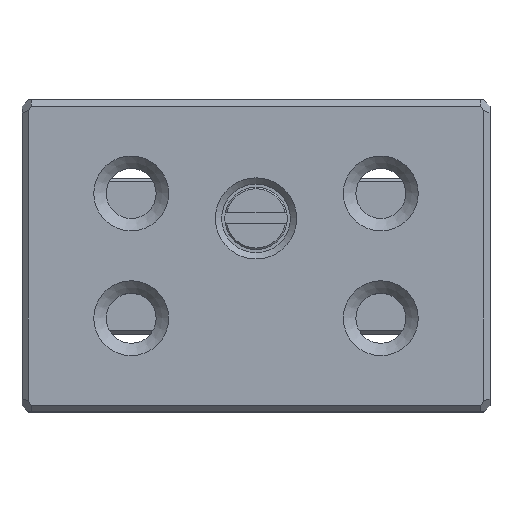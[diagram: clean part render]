
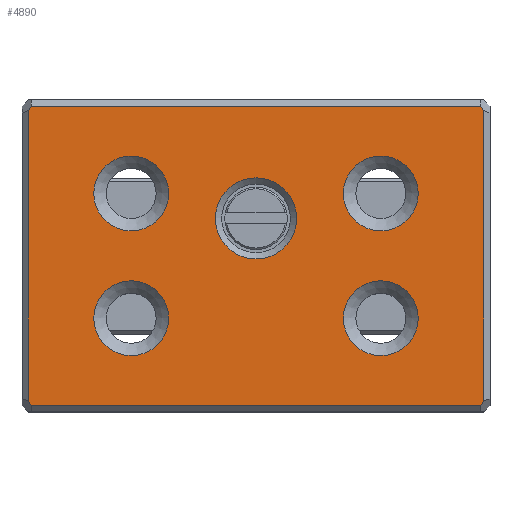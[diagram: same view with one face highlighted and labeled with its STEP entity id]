
A CAD part, top view. The second image highlights one B-rep face of the part: STEP entity #4890.
In plain terms, the highlighted planar face has unit normal (0, 0, 1).
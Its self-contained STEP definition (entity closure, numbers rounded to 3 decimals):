
#4335=FACE_BOUND('',#6903,.T.);
#4336=FACE_BOUND('',#6904,.T.);
#4337=FACE_BOUND('',#6905,.T.);
#4338=FACE_BOUND('',#6906,.T.);
#4339=FACE_BOUND('',#6907,.T.);
#4340=FACE_BOUND('',#6908,.T.);
#4890=ADVANCED_FACE('',(#4335,#4336,#4337,#4338,#4339,#4340),#5601,.F.);
#5601=PLANE('',#17712);
#6903=EDGE_LOOP('',(#8546));
#6904=EDGE_LOOP('',(#8547));
#6905=EDGE_LOOP('',(#8548));
#6906=EDGE_LOOP('',(#8549));
#6907=EDGE_LOOP('',(#8550));
#6908=EDGE_LOOP('',(#8551,#8552,#8553,#8554,#8555,#8556,#8557,#8558));
#7619=CIRCLE('',#17707,1.3);
#7620=CIRCLE('',#17708,1.2);
#7621=CIRCLE('',#17709,1.2);
#7622=CIRCLE('',#17710,1.2);
#7623=CIRCLE('',#17711,1.2);
#8546=ORIENTED_EDGE('',*,*,#13445,.T.);
#8547=ORIENTED_EDGE('',*,*,#13446,.T.);
#8548=ORIENTED_EDGE('',*,*,#13447,.T.);
#8549=ORIENTED_EDGE('',*,*,#13448,.T.);
#8550=ORIENTED_EDGE('',*,*,#13449,.T.);
#8551=ORIENTED_EDGE('',*,*,#13450,.T.);
#8552=ORIENTED_EDGE('',*,*,#13451,.T.);
#8553=ORIENTED_EDGE('',*,*,#13452,.T.);
#8554=ORIENTED_EDGE('',*,*,#13453,.T.);
#8555=ORIENTED_EDGE('',*,*,#13454,.T.);
#8556=ORIENTED_EDGE('',*,*,#13455,.T.);
#8557=ORIENTED_EDGE('',*,*,#13456,.T.);
#8558=ORIENTED_EDGE('',*,*,#13457,.T.);
#12103=VERTEX_POINT('',#22877);
#12104=VERTEX_POINT('',#22879);
#12105=VERTEX_POINT('',#22881);
#12106=VERTEX_POINT('',#22883);
#12107=VERTEX_POINT('',#22885);
#12108=VERTEX_POINT('',#22887);
#12109=VERTEX_POINT('',#22888);
#12110=VERTEX_POINT('',#22890);
#12111=VERTEX_POINT('',#22892);
#12112=VERTEX_POINT('',#22894);
#12113=VERTEX_POINT('',#22896);
#12114=VERTEX_POINT('',#22898);
#12115=VERTEX_POINT('',#22900);
#13445=EDGE_CURVE('',#12103,#12103,#7619,.T.);
#13446=EDGE_CURVE('',#12104,#12104,#7620,.T.);
#13447=EDGE_CURVE('',#12105,#12105,#7621,.T.);
#13448=EDGE_CURVE('',#12106,#12106,#7622,.T.);
#13449=EDGE_CURVE('',#12107,#12107,#7623,.T.);
#13450=EDGE_CURVE('',#12108,#12109,#15139,.T.);
#13451=EDGE_CURVE('',#12109,#12110,#15140,.T.);
#13452=EDGE_CURVE('',#12110,#12111,#15141,.T.);
#13453=EDGE_CURVE('',#12111,#12112,#15142,.T.);
#13454=EDGE_CURVE('',#12112,#12113,#15143,.T.);
#13455=EDGE_CURVE('',#12113,#12114,#15144,.T.);
#13456=EDGE_CURVE('',#12114,#12115,#15145,.T.);
#13457=EDGE_CURVE('',#12115,#12108,#15146,.T.);
#15139=LINE('',#22886,#16603);
#15140=LINE('',#22889,#16604);
#15141=LINE('',#22891,#16605);
#15142=LINE('',#22893,#16606);
#15143=LINE('',#22895,#16607);
#15144=LINE('',#22897,#16608);
#15145=LINE('',#22899,#16609);
#15146=LINE('',#22901,#16610);
#16603=VECTOR('',#19004,1.);
#16604=VECTOR('',#19005,1.);
#16605=VECTOR('',#19006,1.);
#16606=VECTOR('',#19007,1.);
#16607=VECTOR('',#19008,1.);
#16608=VECTOR('',#19009,1.);
#16609=VECTOR('',#19010,1.);
#16610=VECTOR('',#19011,1.);
#17707=AXIS2_PLACEMENT_3D('',#22876,#18994,#18995);
#17708=AXIS2_PLACEMENT_3D('',#22878,#18996,#18997);
#17709=AXIS2_PLACEMENT_3D('',#22880,#18998,#18999);
#17710=AXIS2_PLACEMENT_3D('',#22882,#19000,#19001);
#17711=AXIS2_PLACEMENT_3D('',#22884,#19002,#19003);
#17712=AXIS2_PLACEMENT_3D('',#22902,#19012,#19013);
#18994=DIRECTION('',(0.,0.,-1.));
#18995=DIRECTION('',(-1.,0.,0.));
#18996=DIRECTION('',(0.,0.,-1.));
#18997=DIRECTION('',(-1.,0.,0.));
#18998=DIRECTION('',(0.,0.,-1.));
#18999=DIRECTION('',(-1.,0.,0.));
#19000=DIRECTION('',(0.,0.,-1.));
#19001=DIRECTION('',(-1.,0.,0.));
#19002=DIRECTION('',(0.,0.,-1.));
#19003=DIRECTION('',(-1.,0.,0.));
#19004=DIRECTION('',(-0.577,-0.816,0.));
#19005=DIRECTION('',(0.,-1.,0.));
#19006=DIRECTION('',(0.577,-0.816,0.));
#19007=DIRECTION('',(1.,0.,0.));
#19008=DIRECTION('',(0.577,0.816,0.));
#19009=DIRECTION('',(0.,1.,0.));
#19010=DIRECTION('',(-0.577,0.816,0.));
#19011=DIRECTION('',(-1.,0.,0.));
#19012=DIRECTION('',(0.,0.,-1.));
#19013=DIRECTION('',(1.,0.,0.));
#22876=CARTESIAN_POINT('',(0.,1.2,6.));
#22877=CARTESIAN_POINT('',(-1.3,1.2,6.));
#22878=CARTESIAN_POINT('',(4.,2.,6.));
#22879=CARTESIAN_POINT('',(2.8,2.,6.));
#22880=CARTESIAN_POINT('',(4.,-2.,6.));
#22881=CARTESIAN_POINT('',(2.8,-2.,6.));
#22882=CARTESIAN_POINT('',(-4.,2.,6.));
#22883=CARTESIAN_POINT('',(-5.2,2.,6.));
#22884=CARTESIAN_POINT('',(-4.,-2.,6.));
#22885=CARTESIAN_POINT('',(-5.2,-2.,6.));
#22886=CARTESIAN_POINT('',(-7.117,4.917,6.));
#22887=CARTESIAN_POINT('',(-7.2,4.8,6.));
#22888=CARTESIAN_POINT('',(-7.3,4.659,6.));
#22889=CARTESIAN_POINT('',(-7.3,5.,6.));
#22890=CARTESIAN_POINT('',(-7.3,-4.659,6.));
#22891=CARTESIAN_POINT('',(-7.117,-4.917,6.));
#22892=CARTESIAN_POINT('',(-7.2,-4.8,6.));
#22893=CARTESIAN_POINT('',(7.5,-4.8,6.));
#22894=CARTESIAN_POINT('',(7.2,-4.8,6.));
#22895=CARTESIAN_POINT('',(7.117,-4.917,6.));
#22896=CARTESIAN_POINT('',(7.3,-4.659,6.));
#22897=CARTESIAN_POINT('',(7.3,4.376,6.));
#22898=CARTESIAN_POINT('',(7.3,4.659,6.));
#22899=CARTESIAN_POINT('',(7.117,4.917,6.));
#22900=CARTESIAN_POINT('',(7.2,4.8,6.));
#22901=CARTESIAN_POINT('',(7.5,4.8,6.));
#22902=CARTESIAN_POINT('',(7.5,5.,6.));
